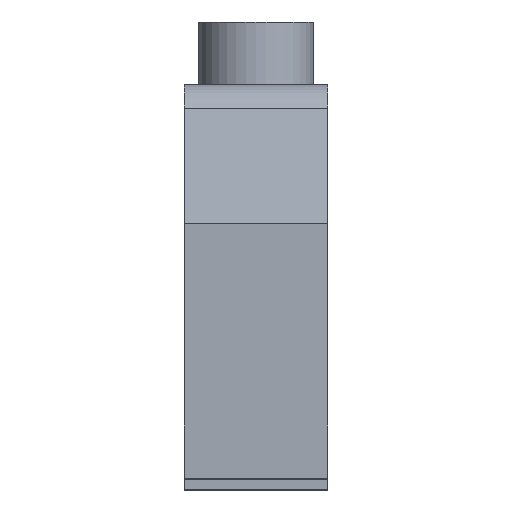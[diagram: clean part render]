
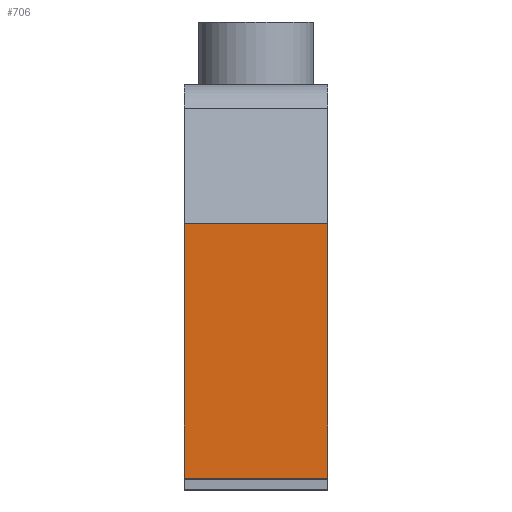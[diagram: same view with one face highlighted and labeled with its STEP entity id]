
A CAD part, front view. The second image highlights one B-rep face of the part: STEP entity #706.
In plain terms, the highlighted planar face has unit normal (0, -1, 0).
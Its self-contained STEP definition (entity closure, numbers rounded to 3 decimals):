
#650=CARTESIAN_POINT('',(0.,-16.95,18.442));
#651=VERTEX_POINT('',#650);
#658=CARTESIAN_POINT('',(10.,-16.95,18.442));
#659=VERTEX_POINT('',#658);
#660=CARTESIAN_POINT('',(10.,-16.95,18.442));
#661=DIRECTION('',(-1.0,0.0,0.0));
#662=VECTOR('',#661,10.);
#663=LINE('',#660,#662);
#664=EDGE_CURVE('',#659,#651,#663,.T.);
#676=CARTESIAN_POINT('',(10.,-16.95,18.442));
#677=DIRECTION('',(0.0,-1.0,0.0));
#678=DIRECTION('',(1.0,0.0,0.0));
#679=AXIS2_PLACEMENT_3D('',#676,#677,#678);
#680=PLANE('',#679);
#681=CARTESIAN_POINT('',(0.,-16.95,0.742));
#682=VERTEX_POINT('',#681);
#683=CARTESIAN_POINT('',(0.,-16.95,18.442));
#684=DIRECTION('',(0.0,0.0,-1.0));
#685=VECTOR('',#684,17.7);
#686=LINE('',#683,#685);
#687=EDGE_CURVE('',#651,#682,#686,.T.);
#688=ORIENTED_EDGE('',*,*,#687,.T.);
#689=CARTESIAN_POINT('',(10.0,-16.95,0.742));
#690=VERTEX_POINT('',#689);
#691=CARTESIAN_POINT('',(10.0,-16.95,0.742));
#692=DIRECTION('',(-1.0,0.0,0.0));
#693=VECTOR('',#692,10.0);
#694=LINE('',#691,#693);
#695=EDGE_CURVE('',#690,#682,#694,.T.);
#696=ORIENTED_EDGE('',*,*,#695,.F.);
#697=CARTESIAN_POINT('',(10.0,-16.95,0.742));
#698=DIRECTION('',(0.0,0.0,1.0));
#699=VECTOR('',#698,17.7);
#700=LINE('',#697,#699);
#701=EDGE_CURVE('',#690,#659,#700,.T.);
#702=ORIENTED_EDGE('',*,*,#701,.T.);
#703=ORIENTED_EDGE('',*,*,#664,.T.);
#704=EDGE_LOOP('',(#688,#696,#702,#703));
#705=FACE_OUTER_BOUND('',#704,.T.);
#706=ADVANCED_FACE('',(#705),#680,.T.);
